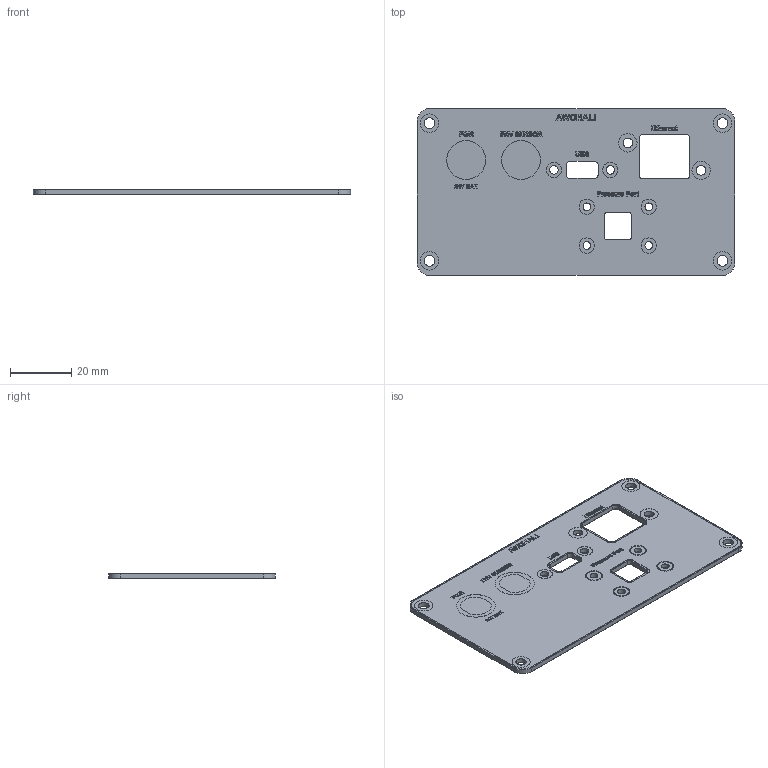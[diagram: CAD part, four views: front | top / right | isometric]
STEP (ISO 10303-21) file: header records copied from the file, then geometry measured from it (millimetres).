
FILE_DESCRIPTION(('KiCad electronic assembly'),'2;1');
FILE_NAME('frontPanel.step','2025-11-13T09:22:50',('Pcbnew'),('Kicad'), 'Open CASCADE STEP processor 7.9','KiCad to STEP converter','Unknown' );
FILE_SCHEMA(('AUTOMOTIVE_DESIGN { 1 0 10303 214 1 1 1 1 }'));
Length unit declared in the file: millimetre
Products named in the file (5): frontPanel 1; frontPanel_copper; frontPanel_silkscreen; frontPanel_soldermask; frontPanel_PCB
Assembly tree (4 placements, depth 2):
  frontPanel 1
    frontPanel_copper
    frontPanel_silkscreen
    frontPanel_soldermask
    frontPanel_PCB
Bounding box: 104 x 54.61 x 1.64 mm (x, y, z)
Volume: 7978.5 mm3; surface area: 40818.4 mm2
Topology: 6 solids, 56 shells, 284 faces, 2043 edges, 1851 vertices
Faces by surface type: plane 152, cylinder 132
Full cylindrical faces by diameter (mm): 2.49 x4, 2.54 x8, 2.75 x2, 2.8 x4, 3.15 x2, 3.2 x4, 3.45 x4, 3.5 x8, 5 x12, 5.51 x8, 6 x12, 12.75 x4
Entity records: 20340 total; most frequent: CARTESIAN_POINT 4183, DIRECTION 3089, ORIENTED_EDGE 2619, EDGE_CURVE 2043, VERTEX_POINT 1851, LINE 1575, VECTOR 1575, AXIS2_PLACEMENT_3D 757
